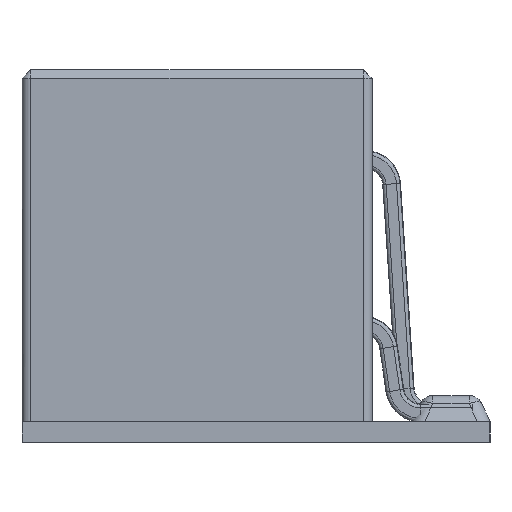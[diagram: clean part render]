
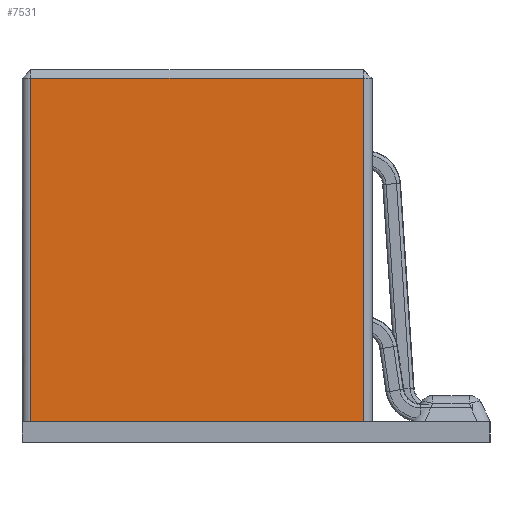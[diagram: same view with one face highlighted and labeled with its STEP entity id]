
A CAD part, left-side view. The second image highlights one B-rep face of the part: STEP entity #7531.
In plain terms, the highlighted planar face has unit normal (-1, 0, 0).
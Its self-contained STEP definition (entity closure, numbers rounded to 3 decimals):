
#236 = CARTESIAN_POINT ( 'NONE',  ( -14., 13., 21. ) ) ;
#449 = EDGE_CURVE ( 'NONE', #10799, #9039, #7061, .T. ) ;
#1378 = EDGE_CURVE ( 'NONE', #28260, #7020, #8480, .T. ) ;
#1629 = DIRECTION ( 'NONE',  ( 0., 1., 0. ) ) ;
#3866 = CARTESIAN_POINT ( 'NONE',  ( -14., -6.2, 1.2 ) ) ;
#3910 = DIRECTION ( 'NONE',  ( 1., 0., 0. ) ) ;
#3991 = CARTESIAN_POINT ( 'NONE',  ( -14., -6.2, 21. ) ) ;
#4198 = CARTESIAN_POINT ( 'NONE',  ( -14., 13., 21. ) ) ;
#5774 = CARTESIAN_POINT ( 'NONE',  ( -14., 13., 1.2 ) ) ;
#6115 = DIRECTION ( 'NONE',  ( 0., 1., 0. ) ) ;
#7020 = VERTEX_POINT ( 'NONE', #3991 ) ;
#7061 = B_SPLINE_CURVE_WITH_KNOTS ( 'NONE', 3,
 ( #236, #13549, #13839, #17896 ),
 .UNSPECIFIED., .F., .F.,
 ( 4, 4 ),
 ( 0., 0.02 ),
 .UNSPECIFIED. ) ;
#7531 = ADVANCED_FACE ( 'NONE', ( #23731 ), #18977, .F. ) ;
#7737 = ORIENTED_EDGE ( 'NONE', *, *, #1378, .T. ) ;
#8222 = ORIENTED_EDGE ( 'NONE', *, *, #19934, .T. ) ;
#8480 = B_SPLINE_CURVE_WITH_KNOTS ( 'NONE', 3,
 ( #17445, #10504, #19175, #14991 ),
 .UNSPECIFIED., .F., .F.,
 ( 4, 4 ),
 ( 0., 0.02 ),
 .UNSPECIFIED. ) ;
#9039 = VERTEX_POINT ( 'NONE', #5774 ) ;
#9099 = ORIENTED_EDGE ( 'NONE', *, *, #27636, .T. ) ;
#9368 = VECTOR ( 'NONE', #13453, 1000. ) ;
#10504 = CARTESIAN_POINT ( 'NONE',  ( -14., -6.2, 7.8 ) ) ;
#10799 = VERTEX_POINT ( 'NONE', #24001 ) ;
#12376 = EDGE_LOOP ( 'NONE', ( #7737, #9099, #28213, #8222 ) ) ;
#12595 = AXIS2_PLACEMENT_3D ( 'NONE', #26178, #3910, #6115 ) ;
#13046 = LINE ( 'NONE', #15472, #9368 ) ;
#13453 = DIRECTION ( 'NONE',  ( 0., -1., 0. ) ) ;
#13549 = CARTESIAN_POINT ( 'NONE',  ( -14., 13., 14.4 ) ) ;
#13839 = CARTESIAN_POINT ( 'NONE',  ( -14., 13., 7.8 ) ) ;
#14991 = CARTESIAN_POINT ( 'NONE',  ( -14., -6.2, 21. ) ) ;
#15472 = CARTESIAN_POINT ( 'NONE',  ( -14., 13.5, 1.2 ) ) ;
#16829 = LINE ( 'NONE', #4198, #24735 ) ;
#17445 = CARTESIAN_POINT ( 'NONE',  ( -14., -6.2, 1.2 ) ) ;
#17896 = CARTESIAN_POINT ( 'NONE',  ( -14., 13., 1.2 ) ) ;
#18977 = PLANE ( 'NONE',  #12595 ) ;
#19175 = CARTESIAN_POINT ( 'NONE',  ( -14., -6.2, 14.4 ) ) ;
#19934 = EDGE_CURVE ( 'NONE', #9039, #28260, #13046, .T. ) ;
#23731 = FACE_OUTER_BOUND ( 'NONE', #12376, .T. ) ;
#24001 = CARTESIAN_POINT ( 'NONE',  ( -14., 13., 21. ) ) ;
#24735 = VECTOR ( 'NONE', #1629, 1000. ) ;
#26178 = CARTESIAN_POINT ( 'NONE',  ( -14., 13.5, 21.5 ) ) ;
#27636 = EDGE_CURVE ( 'NONE', #7020, #10799, #16829, .T. ) ;
#28213 = ORIENTED_EDGE ( 'NONE', *, *, #449, .T. ) ;
#28260 = VERTEX_POINT ( 'NONE', #3866 ) ;
